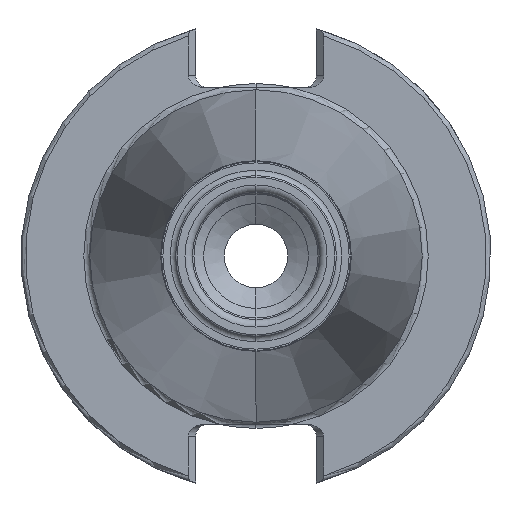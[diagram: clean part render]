
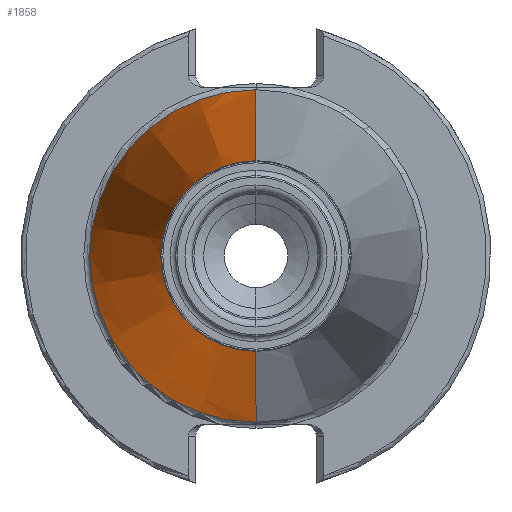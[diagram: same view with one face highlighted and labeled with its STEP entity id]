
A CAD part, left-side view. The second image highlights one B-rep face of the part: STEP entity #1858.
In plain terms, the highlighted conical face has half-angle 8.297 degrees and reference radius 22.225 mm.
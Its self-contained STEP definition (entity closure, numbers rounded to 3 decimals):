
#80 = DIRECTION ( 'NONE',  ( 0.99, 0., -0.144 ) ) ;
#115 = CIRCLE ( 'NONE', #1622, 22.225 ) ;
#180 = DIRECTION ( 'NONE',  ( 0., 0., 1. ) ) ;
#238 = VECTOR ( 'NONE', #1834, 1000. ) ;
#258 = DIRECTION ( 'NONE',  ( 0., 0., -1. ) ) ;
#279 = VERTEX_POINT ( 'NONE', #1967 ) ;
#465 = FACE_OUTER_BOUND ( 'NONE', #1554, .T. ) ;
#618 = VERTEX_POINT ( 'NONE', #3450 ) ;
#668 = EDGE_CURVE ( 'NONE', #2308, #279, #2372, .T. ) ;
#1390 = ORIENTED_EDGE ( 'NONE', *, *, #668, .F. ) ;
#1420 = CARTESIAN_POINT ( 'NONE',  ( -64.988, 0., 12.748 ) ) ;
#1554 = EDGE_LOOP ( 'NONE', ( #1390, #2040, #1921, #3712 ) ) ;
#1593 = CARTESIAN_POINT ( 'NONE',  ( -64.988, 0., 0. ) ) ;
#1622 = AXIS2_PLACEMENT_3D ( 'NONE', #4101, #2138, #180 ) ;
#1720 = CARTESIAN_POINT ( 'NONE',  ( 0., 0., -22.225 ) ) ;
#1834 = DIRECTION ( 'NONE',  ( 0.99, 0., 0.144 ) ) ;
#1858 = ADVANCED_FACE ( 'NONE', ( #465 ), #3545, .T. ) ;
#1908 = DIRECTION ( 'NONE',  ( -1., 0., 0. ) ) ;
#1919 = DIRECTION ( 'NONE',  ( 0., 0., 1. ) ) ;
#1921 = ORIENTED_EDGE ( 'NONE', *, *, #2167, .T. ) ;
#1966 = LINE ( 'NONE', #3770, #238 ) ;
#1967 = CARTESIAN_POINT ( 'NONE',  ( -64.988, 0., -12.748 ) ) ;
#2022 = EDGE_CURVE ( 'NONE', #279, #2276, #3150, .T. ) ;
#2040 = ORIENTED_EDGE ( 'NONE', *, *, #2986, .T. ) ;
#2138 = DIRECTION ( 'NONE',  ( -1., 0., 0. ) ) ;
#2167 = EDGE_CURVE ( 'NONE', #618, #2276, #115, .T. ) ;
#2276 = VERTEX_POINT ( 'NONE', #4024 ) ;
#2308 = VERTEX_POINT ( 'NONE', #1420 ) ;
#2372 = CIRCLE ( 'NONE', #3141, 12.748 ) ;
#2986 = EDGE_CURVE ( 'NONE', #2308, #618, #1966, .T. ) ;
#3141 = AXIS2_PLACEMENT_3D ( 'NONE', #1593, #1908, #1919 ) ;
#3150 = LINE ( 'NONE', #1720, #4000 ) ;
#3303 = AXIS2_PLACEMENT_3D ( 'NONE', #3854, #4196, #258 ) ;
#3450 = CARTESIAN_POINT ( 'NONE',  ( 0., 0., 22.225 ) ) ;
#3545 = CONICAL_SURFACE ( 'NONE', #3303, 22.225, 0.145 ) ;
#3712 = ORIENTED_EDGE ( 'NONE', *, *, #2022, .F. ) ;
#3770 = CARTESIAN_POINT ( 'NONE',  ( 0., 0., 22.225 ) ) ;
#3854 = CARTESIAN_POINT ( 'NONE',  ( 0., 0., 0. ) ) ;
#4000 = VECTOR ( 'NONE', #80, 1000. ) ;
#4024 = CARTESIAN_POINT ( 'NONE',  ( 0., 0., -22.225 ) ) ;
#4101 = CARTESIAN_POINT ( 'NONE',  ( 0., 0., 0. ) ) ;
#4196 = DIRECTION ( 'NONE',  ( 1., 0., 0. ) ) ;
